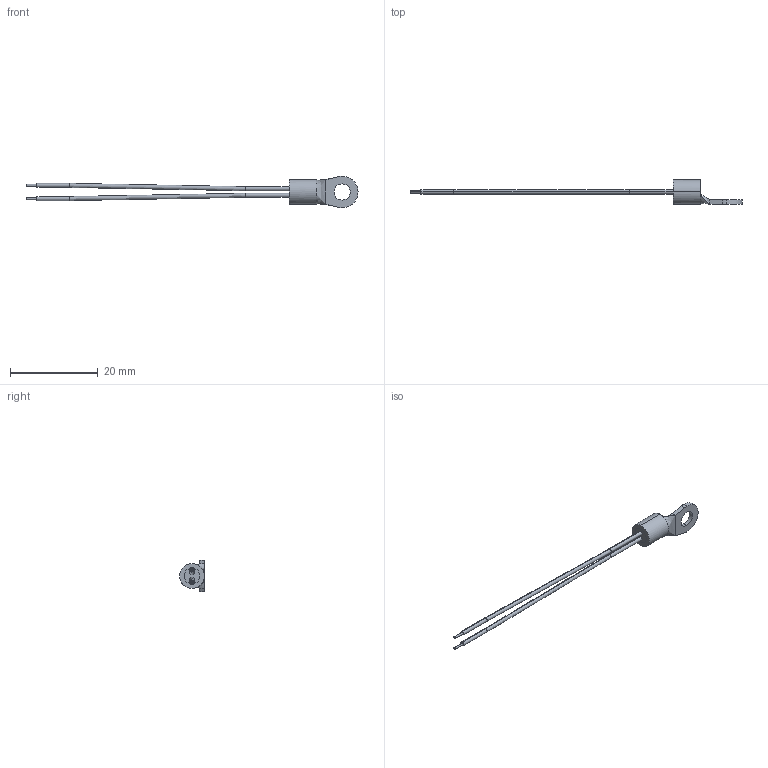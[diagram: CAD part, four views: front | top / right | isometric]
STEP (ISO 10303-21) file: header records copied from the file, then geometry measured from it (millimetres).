
FILE_DESCRIPTION (( 'STEP AP214' ), '1' );
FILE_NAME ('NTCALUG01T103G STP.STEP', '2017-06-01T08:38:33', ( '' ), ( '' ), 'SwSTEP 2.0', 'SolidWorks 2017', '' );
FILE_SCHEMA (( 'AUTOMOTIVE_DESIGN' ));
Length unit declared in the file: millimetre
Products named in the file (1): NTCALUG01T103G STP
Bounding box: 75.7 x 5.6 x 7.2 mm (x, y, z)
Volume: 277.1 mm3; surface area: 1113.3 mm2
Topology: 6 solids, 6 shells, 71 faces, 156 edges, 94 vertices
Faces by surface type: cylinder 35, bspline 20, plane 16
Entity records: 4033 total; most frequent: CARTESIAN_POINT 2160, ORIENTED_EDGE 308, DIRECTION 284, EDGE_CURVE 154, AXIS2_PLACEMENT_3D 120, VERTEX_POINT 94, EDGE_LOOP 78, FACE_OUTER_BOUND 71
